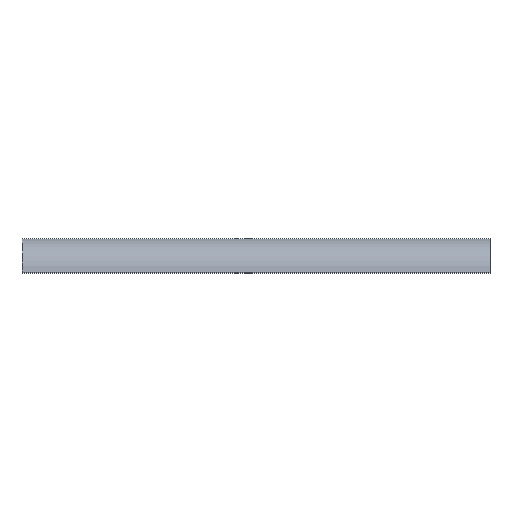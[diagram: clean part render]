
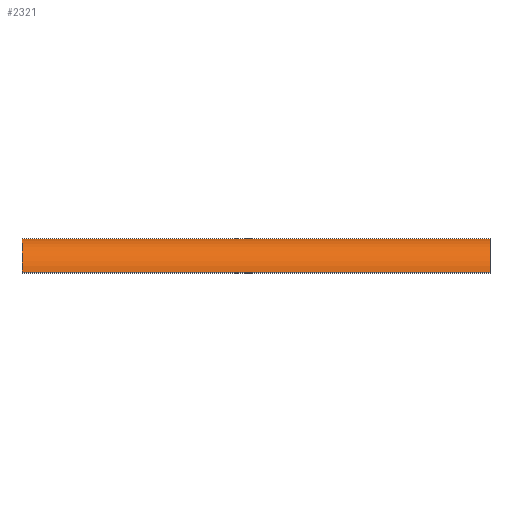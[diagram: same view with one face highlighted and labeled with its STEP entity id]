
A CAD part, top view. The second image highlights one B-rep face of the part: STEP entity #2321.
In plain terms, the highlighted cylindrical face has radius 89.667 mm (diameter 179.335 mm), a partial arc.
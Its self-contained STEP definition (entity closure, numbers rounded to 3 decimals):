
#47=CYLINDRICAL_SURFACE('',#2544,89.667);
#166=FACE_OUTER_BOUND('',#296,.T.);
#296=EDGE_LOOP('',(#1855,#1856,#1857,#1858));
#504=LINE('',#3855,#713);
#505=LINE('',#3859,#714);
#713=VECTOR('',#3099,1.);
#714=VECTOR('',#3104,1.);
#796=CIRCLE('',#2395,89.667);
#889=CIRCLE('',#2545,89.667);
#929=VERTEX_POINT('',#3381);
#956=VERTEX_POINT('',#3434);
#1110=VERTEX_POINT('',#3854);
#1111=VERTEX_POINT('',#3858);
#1190=EDGE_CURVE('',#956,#929,#796,.T.);
#1399=EDGE_CURVE('',#1110,#929,#504,.T.);
#1401=EDGE_CURVE('',#1111,#956,#505,.T.);
#1402=EDGE_CURVE('',#1111,#1110,#889,.T.);
#1855=ORIENTED_EDGE('',*,*,#1401,.F.);
#1856=ORIENTED_EDGE('',*,*,#1402,.T.);
#1857=ORIENTED_EDGE('',*,*,#1399,.T.);
#1858=ORIENTED_EDGE('',*,*,#1190,.F.);
#2321=ADVANCED_FACE('',(#166),#47,.T.);
#2395=AXIS2_PLACEMENT_3D('',#3436,#2686,#2687);
#2544=AXIS2_PLACEMENT_3D('',#3857,#3102,#3103);
#2545=AXIS2_PLACEMENT_3D('',#3860,#3105,#3106);
#2686=DIRECTION('center_axis',(1.,0.,0.));
#2687=DIRECTION('ref_axis',(0.,1.,0.029));
#3099=DIRECTION('',(1.,0.,0.));
#3102=DIRECTION('center_axis',(1.,0.,0.));
#3103=DIRECTION('ref_axis',(0.,1.,0.029));
#3104=DIRECTION('',(1.,0.,0.));
#3105=DIRECTION('center_axis',(1.,0.,0.));
#3106=DIRECTION('ref_axis',(0.,1.,0.029));
#3381=CARTESIAN_POINT('',(1219.2,2.572,89.63));
#3434=CARTESIAN_POINT('',(1219.2,89.63,2.572));
#3436=CARTESIAN_POINT('Origin',(1219.2,0.,0.));
#3854=CARTESIAN_POINT('',(0.,2.572,89.63));
#3855=CARTESIAN_POINT('',(304.8,2.572,89.63));
#3857=CARTESIAN_POINT('Origin',(0.,0.,0.));
#3858=CARTESIAN_POINT('',(0.,89.63,2.572));
#3859=CARTESIAN_POINT('',(304.8,89.63,2.572));
#3860=CARTESIAN_POINT('Origin',(0.,0.,0.));
